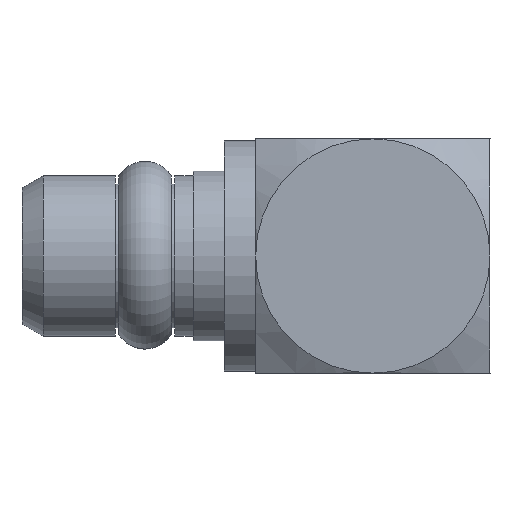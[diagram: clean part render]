
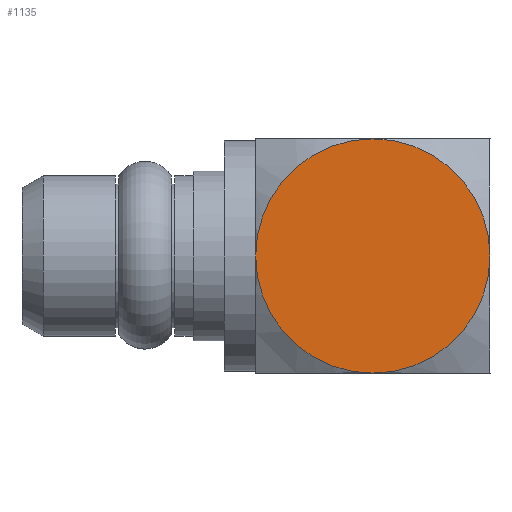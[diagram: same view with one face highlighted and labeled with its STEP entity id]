
A CAD part, left-side view. The second image highlights one B-rep face of the part: STEP entity #1135.
In plain terms, the highlighted planar face has unit normal (-1, 0, 0).
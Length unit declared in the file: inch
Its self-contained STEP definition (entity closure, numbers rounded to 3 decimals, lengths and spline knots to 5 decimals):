
#53 = ORIENTED_EDGE ( 'NONE', *, *, #674, .T. ) ;
#114 = DIRECTION ( 'NONE',  ( -1., 0., 0. ) ) ;
#117 = AXIS2_PLACEMENT_3D ( 'NONE', #147, #781, #231 ) ;
#120 = PLANE ( 'NONE',  #1115 ) ;
#139 = AXIS2_PLACEMENT_3D ( 'NONE', #171, #1072, #539 ) ;
#147 = CARTESIAN_POINT ( 'NONE',  ( -0.082, 0., 0. ) ) ;
#171 = CARTESIAN_POINT ( 'NONE',  ( -0.082, 0., 0. ) ) ;
#176 = EDGE_LOOP ( 'NONE', ( #390, #571, #53, #928 ) ) ;
#198 = CARTESIAN_POINT ( 'NONE',  ( -0.082, 0., 0. ) ) ;
#231 = DIRECTION ( 'NONE',  ( 0., 0., 1. ) ) ;
#258 = CARTESIAN_POINT ( 'NONE',  ( -0.082, -0.069, 0. ) ) ;
#287 = DIRECTION ( 'NONE',  ( 0., 0., 1. ) ) ;
#313 = VERTEX_POINT ( 'NONE', #961 ) ;
#383 = CARTESIAN_POINT ( 'NONE',  ( -0.082, 0., 0. ) ) ;
#390 = ORIENTED_EDGE ( 'NONE', *, *, #863, .T. ) ;
#446 = EDGE_CURVE ( 'NONE', #617, #313, #480, .T. ) ;
#451 = CARTESIAN_POINT ( 'NONE',  ( -0.082, 0., -0.069 ) ) ;
#454 = FACE_OUTER_BOUND ( 'NONE', #176, .T. ) ;
#456 = CIRCLE ( 'NONE', #712, 0.069 ) ;
#459 = AXIS2_PLACEMENT_3D ( 'NONE', #383, #114, #752 ) ;
#478 = CARTESIAN_POINT ( 'NONE',  ( -0.082, -0.069, 0.069 ) ) ;
#480 = CIRCLE ( 'NONE', #139, 0.069 ) ;
#532 = VERTEX_POINT ( 'NONE', #451 ) ;
#539 = DIRECTION ( 'NONE',  ( 0., 0., 1. ) ) ;
#571 = ORIENTED_EDGE ( 'NONE', *, *, #645, .T. ) ;
#617 = VERTEX_POINT ( 'NONE', #1034 ) ;
#645 = EDGE_CURVE ( 'NONE', #532, #994, #456, .T. ) ;
#674 = EDGE_CURVE ( 'NONE', #994, #617, #951, .T. ) ;
#712 = AXIS2_PLACEMENT_3D ( 'NONE', #198, #839, #287 ) ;
#751 = DIRECTION ( 'NONE',  ( 0., 0., -1. ) ) ;
#752 = DIRECTION ( 'NONE',  ( 0., 0., 1. ) ) ;
#781 = DIRECTION ( 'NONE',  ( -1., 0., 0. ) ) ;
#839 = DIRECTION ( 'NONE',  ( -1., 0., 0. ) ) ;
#863 = EDGE_CURVE ( 'NONE', #313, #532, #1113, .T. ) ;
#928 = ORIENTED_EDGE ( 'NONE', *, *, #446, .T. ) ;
#951 = CIRCLE ( 'NONE', #459, 0.069 ) ;
#961 = CARTESIAN_POINT ( 'NONE',  ( -0.082, 0.069, 0. ) ) ;
#994 = VERTEX_POINT ( 'NONE', #258 ) ;
#1027 = DIRECTION ( 'NONE',  ( 1., 0., 0. ) ) ;
#1034 = CARTESIAN_POINT ( 'NONE',  ( -0.082, 0., 0.069 ) ) ;
#1072 = DIRECTION ( 'NONE',  ( -1., 0., 0. ) ) ;
#1113 = CIRCLE ( 'NONE', #117, 0.069 ) ;
#1115 = AXIS2_PLACEMENT_3D ( 'NONE', #478, #1027, #751 ) ;
#1135 = ADVANCED_FACE ( 'NONE', ( #454 ), #120, .F. ) ;
